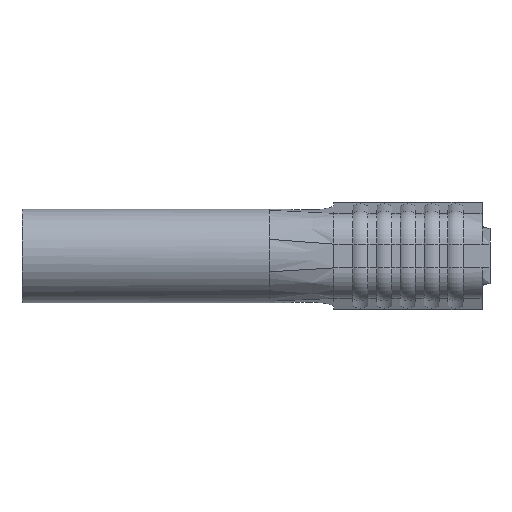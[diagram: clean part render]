
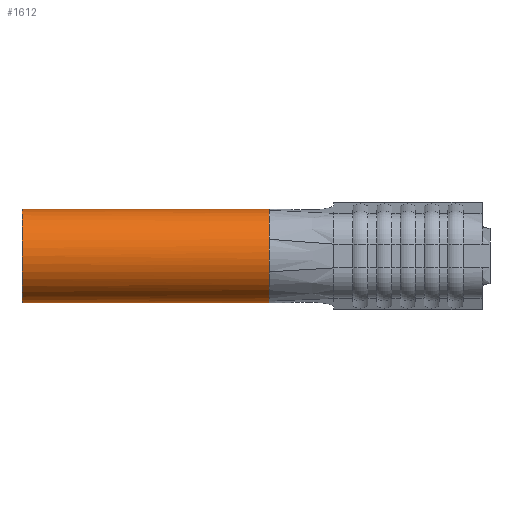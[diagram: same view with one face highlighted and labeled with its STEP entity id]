
A CAD part, front view. The second image highlights one B-rep face of the part: STEP entity #1612.
In plain terms, the highlighted cylindrical face has radius 1.499 mm (diameter 2.997 mm), a partial arc.
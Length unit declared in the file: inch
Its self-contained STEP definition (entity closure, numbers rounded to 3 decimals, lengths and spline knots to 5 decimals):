
#2 = ORIENTED_EDGE ( 'NONE', *, *, #6137, .F. ) ;
#77 = AXIS2_PLACEMENT_3D ( 'NONE', #6911, #6936, #6392 ) ;
#363 = CARTESIAN_POINT ( 'NONE',  ( 0.312, 0., 0. ) ) ;
#475 = EDGE_CURVE ( 'NONE', #5697, #2451, #6939, .T. ) ;
#667 = CYLINDRICAL_SURFACE ( 'NONE', #77, 0.059 ) ;
#738 = CARTESIAN_POINT ( 'NONE',  ( 0.312, -0.01624, -0.05672 ) ) ;
#755 = ORIENTED_EDGE ( 'NONE', *, *, #6384, .T. ) ;
#801 = AXIS2_PLACEMENT_3D ( 'NONE', #5521, #2295, #6055 ) ;
#862 = DIRECTION ( 'NONE',  ( 1., 0., 0. ) ) ;
#915 = DIRECTION ( 'NONE',  ( 0., 0., -1. ) ) ;
#1112 = AXIS2_PLACEMENT_3D ( 'NONE', #5339, #2113, #5877 ) ;
#1177 = VERTEX_POINT ( 'NONE', #5689 ) ;
#1211 = AXIS2_PLACEMENT_3D ( 'NONE', #5287, #2071, #5837 ) ;
#1612 = ADVANCED_FACE ( 'NONE', ( #5152 ), #667, .T. ) ;
#1694 = ORIENTED_EDGE ( 'NONE', *, *, #475, .F. ) ;
#1701 = AXIS2_PLACEMENT_3D ( 'NONE', #363, #4141, #915 ) ;
#1853 = CARTESIAN_POINT ( 'NONE',  ( 0.312, 0., -0.059 ) ) ;
#2016 = DIRECTION ( 'NONE',  ( 1., 0., 0. ) ) ;
#2044 = ORIENTED_EDGE ( 'NONE', *, *, #5801, .F. ) ;
#2071 = DIRECTION ( 'NONE',  ( 1., 0., 0. ) ) ;
#2113 = DIRECTION ( 'NONE',  ( 1., 0., 0. ) ) ;
#2180 = CARTESIAN_POINT ( 'NONE',  ( 0., 0., 0.059 ) ) ;
#2194 = CIRCLE ( 'NONE', #1701, 0.059 ) ;
#2284 = DIRECTION ( 'NONE',  ( -1., 0., 0. ) ) ;
#2295 = DIRECTION ( 'NONE',  ( 1., 0., 0. ) ) ;
#2340 = CARTESIAN_POINT ( 'NONE',  ( 0., 0., -0.059 ) ) ;
#2382 = VERTEX_POINT ( 'NONE', #6598 ) ;
#2430 = CARTESIAN_POINT ( 'NONE',  ( 0.312, -0.05551, -0.01998 ) ) ;
#2451 = VERTEX_POINT ( 'NONE', #2340 ) ;
#2585 = CARTESIAN_POINT ( 'NONE',  ( 0.312, 0., -0.059 ) ) ;
#2698 = AXIS2_PLACEMENT_3D ( 'NONE', #5239, #2016, #5793 ) ;
#2947 = VECTOR ( 'NONE', #6916, 39.37008 ) ;
#3020 = AXIS2_PLACEMENT_3D ( 'NONE', #4089, #862, #4632 ) ;
#3083 = VERTEX_POINT ( 'NONE', #738 ) ;
#3492 = VERTEX_POINT ( 'NONE', #2430 ) ;
#4089 = CARTESIAN_POINT ( 'NONE',  ( 0.312, 0., 0. ) ) ;
#4141 = DIRECTION ( 'NONE',  ( 1., 0., 0. ) ) ;
#4160 = CARTESIAN_POINT ( 'NONE',  ( 0.312, -0.01362, 0.05741 ) ) ;
#4300 = CARTESIAN_POINT ( 'NONE',  ( 0.312, 0., 0.059 ) ) ;
#4381 = LINE ( 'NONE', #4300, #2947 ) ;
#4490 = ORIENTED_EDGE ( 'NONE', *, *, #6234, .F. ) ;
#4632 = DIRECTION ( 'NONE',  ( 0., 0., -1. ) ) ;
#4636 = CIRCLE ( 'NONE', #2698, 0.059 ) ;
#4965 = CIRCLE ( 'NONE', #3020, 0.059 ) ;
#5051 = CIRCLE ( 'NONE', #1211, 0.059 ) ;
#5080 = ORIENTED_EDGE ( 'NONE', *, *, #5882, .F. ) ;
#5152 = FACE_OUTER_BOUND ( 'NONE', #5839, .T. ) ;
#5239 = CARTESIAN_POINT ( 'NONE',  ( 0.312, 0., 0. ) ) ;
#5244 = VERTEX_POINT ( 'NONE', #2180 ) ;
#5287 = CARTESIAN_POINT ( 'NONE',  ( 0.312, 0., 0. ) ) ;
#5339 = CARTESIAN_POINT ( 'NONE',  ( 0.312, 0., 0. ) ) ;
#5417 = ORIENTED_EDGE ( 'NONE', *, *, #6050, .F. ) ;
#5521 = CARTESIAN_POINT ( 'NONE',  ( 0., 0., 0. ) ) ;
#5639 = CIRCLE ( 'NONE', #801, 0.059 ) ;
#5689 = CARTESIAN_POINT ( 'NONE',  ( 0.312, -0.05512, 0.02104 ) ) ;
#5697 = VERTEX_POINT ( 'NONE', #1853 ) ;
#5793 = DIRECTION ( 'NONE',  ( 0., 0., -1. ) ) ;
#5801 = EDGE_CURVE ( 'NONE', #3083, #5697, #4965, .T. ) ;
#5837 = DIRECTION ( 'NONE',  ( 0., 0., -1. ) ) ;
#5839 = EDGE_LOOP ( 'NONE', ( #1694, #2044, #5080, #5417, #2, #4490, #5984, #755 ) ) ;
#5877 = DIRECTION ( 'NONE',  ( 0., 0., -1. ) ) ;
#5882 = EDGE_CURVE ( 'NONE', #3492, #3083, #4636, .T. ) ;
#5972 = CIRCLE ( 'NONE', #1112, 0.059 ) ;
#5984 = ORIENTED_EDGE ( 'NONE', *, *, #6278, .T. ) ;
#6050 = EDGE_CURVE ( 'NONE', #1177, #3492, #2194, .T. ) ;
#6055 = DIRECTION ( 'NONE',  ( 0., 0., -1. ) ) ;
#6137 = EDGE_CURVE ( 'NONE', #6625, #1177, #5051, .T. ) ;
#6234 = EDGE_CURVE ( 'NONE', #2382, #6625, #5972, .T. ) ;
#6278 = EDGE_CURVE ( 'NONE', #2382, #5244, #4381, .T. ) ;
#6384 = EDGE_CURVE ( 'NONE', #5244, #2451, #5639, .T. ) ;
#6392 = DIRECTION ( 'NONE',  ( 0., 0., 1. ) ) ;
#6598 = CARTESIAN_POINT ( 'NONE',  ( 0.312, 0., 0.059 ) ) ;
#6599 = VECTOR ( 'NONE', #2284, 39.37008 ) ;
#6625 = VERTEX_POINT ( 'NONE', #4160 ) ;
#6911 = CARTESIAN_POINT ( 'NONE',  ( 0.312, 0., 0. ) ) ;
#6916 = DIRECTION ( 'NONE',  ( -1., 0., 0. ) ) ;
#6936 = DIRECTION ( 'NONE',  ( -1., 0., 0. ) ) ;
#6939 = LINE ( 'NONE', #2585, #6599 ) ;
